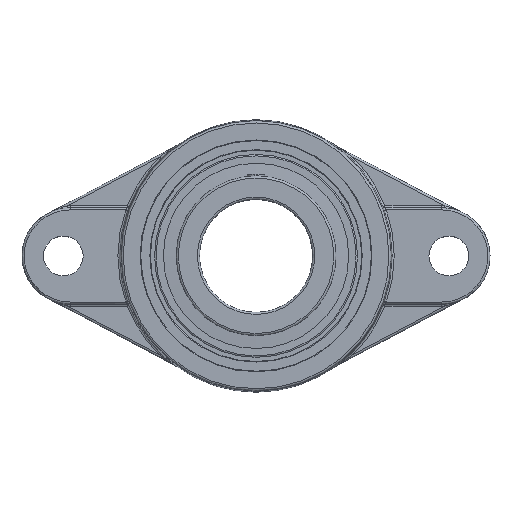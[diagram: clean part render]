
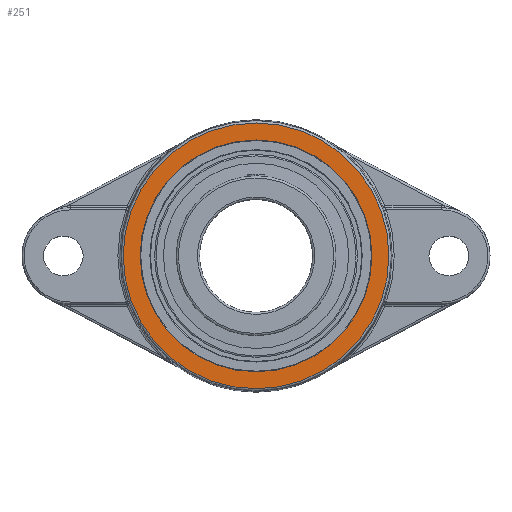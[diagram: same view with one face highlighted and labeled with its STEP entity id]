
A CAD part, top view. The second image highlights one B-rep face of the part: STEP entity #251.
In plain terms, the highlighted planar face has unit normal (0, 0, 1).
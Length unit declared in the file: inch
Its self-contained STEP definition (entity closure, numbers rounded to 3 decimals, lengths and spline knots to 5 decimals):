
#176=CARTESIAN_POINT('',(2.17717,0.,1.69291));
#177=VERTEX_POINT('',#176);
#186=CARTESIAN_POINT('',(-0.,0.,1.69291));
#187=DIRECTION('',(0.,0.,1.));
#188=DIRECTION('',(-1.,0.,0.));
#189=AXIS2_PLACEMENT_3D('',#186,#187,#188);
#190=CIRCLE('',#189,2.17717);
#191=EDGE_CURVE('',#177,#177,#190,.T.);
#232=CARTESIAN_POINT('',(-0.,0.,1.69291));
#233=DIRECTION('',(0.,0.,1.));
#234=DIRECTION('',(1.,0.,0.));
#235=AXIS2_PLACEMENT_3D('',#232,#233,#234);
#236=PLANE('',#235);
#237=CARTESIAN_POINT('',(0.,2.49645,1.69291));
#238=VERTEX_POINT('',#237);
#239=CARTESIAN_POINT('',(0.,0.,1.69291));
#240=DIRECTION('',(-0.,0.,-1.));
#241=DIRECTION('',(-0.,-1.,0.));
#242=AXIS2_PLACEMENT_3D('',#239,#240,#241);
#243=CIRCLE('',#242,2.49645);
#244=EDGE_CURVE('',#238,#238,#243,.T.);
#245=ORIENTED_EDGE('',*,*,#244,.F.);
#246=EDGE_LOOP('',(#245));
#247=FACE_BOUND('',#246,.T.);
#248=ORIENTED_EDGE('',*,*,#191,.F.);
#249=EDGE_LOOP('',(#248));
#250=FACE_BOUND('',#249,.T.);
#251=ADVANCED_FACE('',(#247,#250),#236,.T.);
